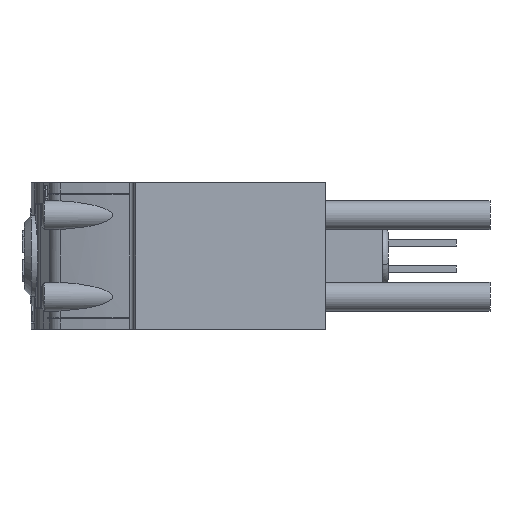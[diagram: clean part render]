
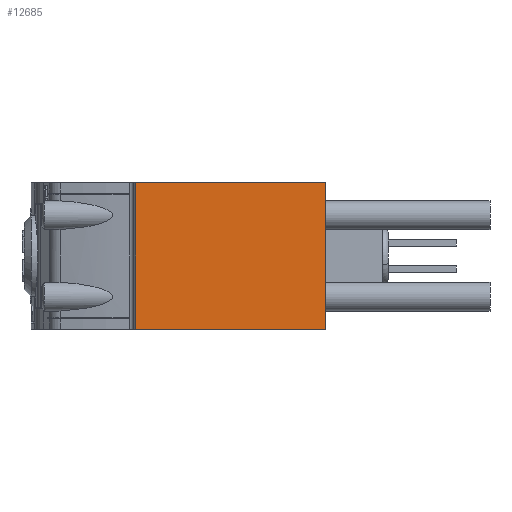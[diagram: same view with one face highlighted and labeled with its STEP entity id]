
A CAD part, left-side view. The second image highlights one B-rep face of the part: STEP entity #12685.
In plain terms, the highlighted planar face has unit normal (-1, 0, 0).
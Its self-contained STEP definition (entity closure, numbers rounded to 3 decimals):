
#795 = EDGE_CURVE ( 'NONE', #3068, #7946, #8361, .T. ) ;
#1543 = ORIENTED_EDGE ( 'NONE', *, *, #795, .F. ) ;
#2378 = VECTOR ( 'NONE', #9220, 1000. ) ;
#2496 = CARTESIAN_POINT ( 'NONE',  ( 0., 18.368, 7.1 ) ) ;
#3068 = VERTEX_POINT ( 'NONE', #14644 ) ;
#3850 = CARTESIAN_POINT ( 'NONE',  ( 0., 18.368, -7.1 ) ) ;
#3925 = LINE ( 'NONE', #2496, #17420 ) ;
#4337 = LINE ( 'NONE', #15328, #13489 ) ;
#4610 = ORIENTED_EDGE ( 'NONE', *, *, #12714, .T. ) ;
#5669 = DIRECTION ( 'NONE',  ( 0., 0., -1. ) ) ;
#5707 = ORIENTED_EDGE ( 'NONE', *, *, #7277, .T. ) ;
#6070 = VECTOR ( 'NONE', #5669, 1000. ) ;
#6551 = CARTESIAN_POINT ( 'NONE',  ( 0., 0., -7.1 ) ) ;
#6791 = DIRECTION ( 'NONE',  ( 0., 0., -1. ) ) ;
#7277 = EDGE_CURVE ( 'NONE', #16643, #11814, #3925, .T. ) ;
#7946 = VERTEX_POINT ( 'NONE', #6551 ) ;
#8252 = EDGE_CURVE ( 'NONE', #16643, #3068, #17009, .T. ) ;
#8356 = AXIS2_PLACEMENT_3D ( 'NONE', #12649, #9519, #15249 ) ;
#8361 = LINE ( 'NONE', #9782, #6070 ) ;
#8456 = DIRECTION ( 'NONE',  ( 0., -1., 0. ) ) ;
#8498 = CARTESIAN_POINT ( 'NONE',  ( 0., 18.368, 7.1 ) ) ;
#9220 = DIRECTION ( 'NONE',  ( 0., -1., 0. ) ) ;
#9519 = DIRECTION ( 'NONE',  ( 1., 0., 0. ) ) ;
#9612 = PLANE ( 'NONE',  #8356 ) ;
#9616 = ORIENTED_EDGE ( 'NONE', *, *, #8252, .F. ) ;
#9782 = CARTESIAN_POINT ( 'NONE',  ( 0., 0., 7.1 ) ) ;
#11808 = CARTESIAN_POINT ( 'NONE',  ( 0., 18.368, 7.1 ) ) ;
#11814 = VERTEX_POINT ( 'NONE', #3850 ) ;
#12649 = CARTESIAN_POINT ( 'NONE',  ( 0., 18.368, 7.1 ) ) ;
#12685 = ADVANCED_FACE ( 'NONE', ( #14715 ), #9612, .F. ) ;
#12714 = EDGE_CURVE ( 'NONE', #11814, #7946, #4337, .T. ) ;
#13489 = VECTOR ( 'NONE', #8456, 1000. ) ;
#14644 = CARTESIAN_POINT ( 'NONE',  ( 0., 0., 7.1 ) ) ;
#14715 = FACE_OUTER_BOUND ( 'NONE', #17102, .T. ) ;
#15249 = DIRECTION ( 'NONE',  ( 0., 0., -1. ) ) ;
#15328 = CARTESIAN_POINT ( 'NONE',  ( 0., 18.368, -7.1 ) ) ;
#16643 = VERTEX_POINT ( 'NONE', #8498 ) ;
#17009 = LINE ( 'NONE', #11808, #2378 ) ;
#17102 = EDGE_LOOP ( 'NONE', ( #4610, #1543, #9616, #5707 ) ) ;
#17420 = VECTOR ( 'NONE', #6791, 1000. ) ;
